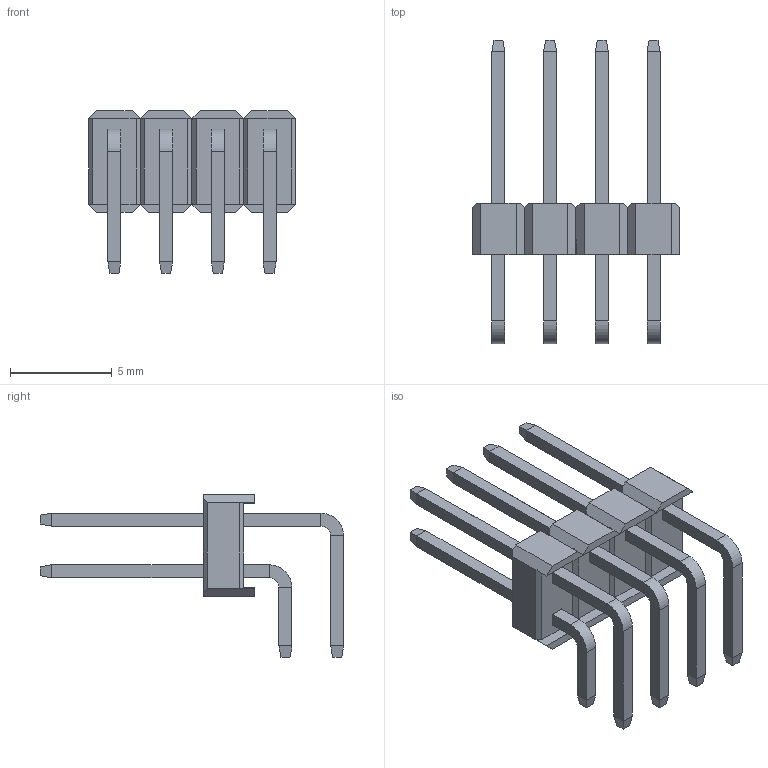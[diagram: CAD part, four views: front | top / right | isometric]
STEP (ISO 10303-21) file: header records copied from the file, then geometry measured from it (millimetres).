
FILE_DESCRIPTION (( 'STEP AP214' ), '1' );
FILE_NAME ('2x4 Male Pin Header Angle.STEP', '2018-11-16T18:27:27', ( 'M.B.I.' ), ( '' ), 'SwSTEP 2.0', '', '' );
FILE_SCHEMA (( 'AUTOMOTIVE_DESIGN' ));
Length unit declared in the file: millimetre
Products named in the file (1): 2x4 Male Pin Header Angle
Bounding box: 10.16 x 14.9 x 8 mm (x, y, z)
Volume: 154.3 mm3; surface area: 600 mm2
Topology: 9 solids, 9 shells, 296 faces, 694 edges, 416 vertices
Faces by surface type: plane 280, cylinder 16
Entity records: 8268 total; most frequent: CARTESIAN_POINT 1407, ORIENTED_EDGE 1388, DIRECTION 1320, EDGE_CURVE 694, LINE 662, VECTOR 662, VERTEX_POINT 416, AXIS2_PLACEMENT_3D 329
